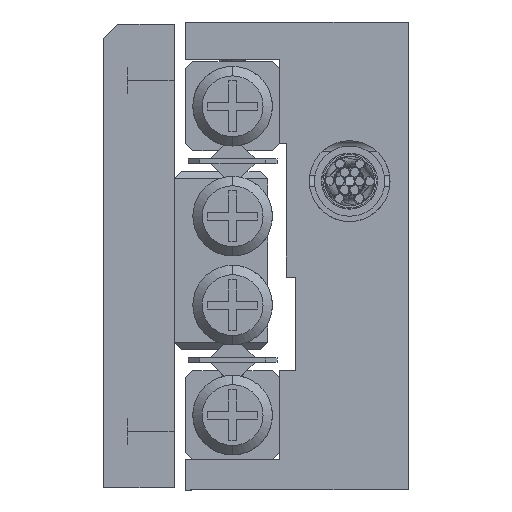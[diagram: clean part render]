
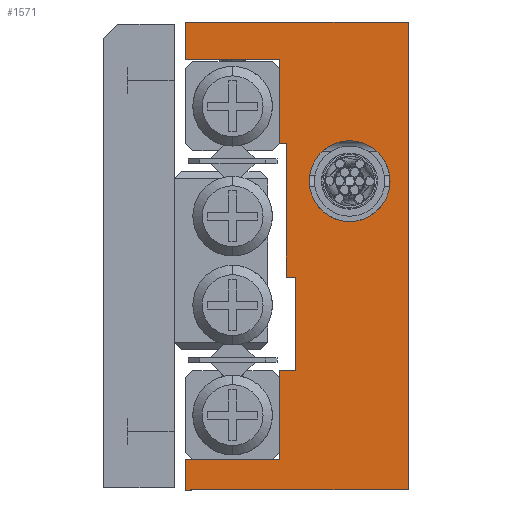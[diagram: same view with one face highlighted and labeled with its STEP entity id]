
A CAD part, left-side view. The second image highlights one B-rep face of the part: STEP entity #1571.
In plain terms, the highlighted planar face has unit normal (-1, 0, 0).
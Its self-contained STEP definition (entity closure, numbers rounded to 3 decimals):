
#1040 = CARTESIAN_POINT ( 'NONE',  ( -40., 5.5, 4.8 ) ) ;
#1243 = ORIENTED_EDGE ( 'NONE', *, *, #45519, .T. ) ;
#1571 = ADVANCED_FACE ( 'NONE', ( #65361, #71271 ), #11571, .F. ) ;
#1729 = VECTOR ( 'NONE', #14414, 1000. ) ;
#2386 = ORIENTED_EDGE ( 'NONE', *, *, #5723, .F. ) ;
#3551 = ORIENTED_EDGE ( 'NONE', *, *, #66635, .T. ) ;
#4182 = ORIENTED_EDGE ( 'NONE', *, *, #7164, .F. ) ;
#4632 = VECTOR ( 'NONE', #49843, 1000. ) ;
#4642 = ORIENTED_EDGE ( 'NONE', *, *, #41021, .F. ) ;
#5306 = DIRECTION ( 'NONE',  ( -1., 0., 0. ) ) ;
#5408 = CIRCLE ( 'NONE', #15473, 1.727 ) ;
#5723 = EDGE_CURVE ( 'NONE', #71510, #29241, #74749, .T. ) ;
#5961 = VERTEX_POINT ( 'NONE', #16621 ) ;
#6009 = LINE ( 'NONE', #72376, #39231 ) ;
#7164 = EDGE_CURVE ( 'NONE', #49301, #43736, #69649, .T. ) ;
#7852 = VERTEX_POINT ( 'NONE', #28696 ) ;
#7969 = VECTOR ( 'NONE', #17835, 1000. ) ;
#8466 = EDGE_CURVE ( 'NONE', #23111, #7852, #66737, .T. ) ;
#9957 = DIRECTION ( 'NONE',  ( 0., 0., 1. ) ) ;
#10092 = CARTESIAN_POINT ( 'NONE',  ( -40., 0., 10. ) ) ;
#10153 = DIRECTION ( 'NONE',  ( 0., 0., 1. ) ) ;
#10744 = LINE ( 'NONE', #16654, #34549 ) ;
#10972 = CARTESIAN_POINT ( 'NONE',  ( -40., 9.5, 8.4 ) ) ;
#11571 = PLANE ( 'NONE',  #31910 ) ;
#12337 = DIRECTION ( 'NONE',  ( 1., 0., 0. ) ) ;
#13033 = AXIS2_PLACEMENT_3D ( 'NONE', #34872, #58816, #10153 ) ;
#13426 = ORIENTED_EDGE ( 'NONE', *, *, #73395, .T. ) ;
#14414 = DIRECTION ( 'NONE',  ( 0., 1., 0. ) ) ;
#15473 = AXIS2_PLACEMENT_3D ( 'NONE', #71297, #5306, #58720 ) ;
#15896 = VERTEX_POINT ( 'NONE', #23687 ) ;
#16359 = EDGE_CURVE ( 'NONE', #29241, #60832, #77305, .T. ) ;
#16621 = CARTESIAN_POINT ( 'NONE',  ( -40., 2.5, 4.927 ) ) ;
#16654 = CARTESIAN_POINT ( 'NONE',  ( -40., 4.8, -10. ) ) ;
#17082 = CARTESIAN_POINT ( 'NONE',  ( -40., 5.5, -8.7 ) ) ;
#17835 = DIRECTION ( 'NONE',  ( 0., 0., 1. ) ) ;
#18895 = EDGE_LOOP ( 'NONE', ( #1243, #29362, #2386, #21532, #71784, #74949, #22294, #48884, #13426, #22768, #19093, #47973, #4182, #3551 ) ) ;
#19093 = ORIENTED_EDGE ( 'NONE', *, *, #21317, .F. ) ;
#19151 = CARTESIAN_POINT ( 'NONE',  ( -40., 2.5, 1.473 ) ) ;
#19789 = CARTESIAN_POINT ( 'NONE',  ( -40., 5.5, -10. ) ) ;
#20151 = CARTESIAN_POINT ( 'NONE',  ( -40., 9.5, -10. ) ) ;
#21317 = EDGE_CURVE ( 'NONE', #73207, #15896, #34336, .T. ) ;
#21399 = LINE ( 'NONE', #44551, #49929 ) ;
#21532 = ORIENTED_EDGE ( 'NONE', *, *, #53414, .T. ) ;
#21939 = CARTESIAN_POINT ( 'NONE',  ( -40., 9.5, 10. ) ) ;
#22294 = ORIENTED_EDGE ( 'NONE', *, *, #48537, .T. ) ;
#22724 = CARTESIAN_POINT ( 'NONE',  ( -40., 5.5, -4.9 ) ) ;
#22768 = ORIENTED_EDGE ( 'NONE', *, *, #24047, .T. ) ;
#23111 = VERTEX_POINT ( 'NONE', #20151 ) ;
#23687 = CARTESIAN_POINT ( 'NONE',  ( -40., 5.5, 8.4 ) ) ;
#24047 = EDGE_CURVE ( 'NONE', #69756, #15896, #74520, .T. ) ;
#24362 = VERTEX_POINT ( 'NONE', #10092 ) ;
#24534 = VECTOR ( 'NONE', #59965, 1000. ) ;
#26230 = DIRECTION ( 'NONE',  ( 0., -1., 0. ) ) ;
#27177 = CARTESIAN_POINT ( 'NONE',  ( -40., 9.5, -10. ) ) ;
#27626 = VECTOR ( 'NONE', #66353, 1000. ) ;
#28696 = CARTESIAN_POINT ( 'NONE',  ( -40., 0., -10. ) ) ;
#29241 = VERTEX_POINT ( 'NONE', #50484 ) ;
#29362 = ORIENTED_EDGE ( 'NONE', *, *, #16359, .F. ) ;
#31794 = CARTESIAN_POINT ( 'NONE',  ( -40., 5.2, -0.9 ) ) ;
#31910 = AXIS2_PLACEMENT_3D ( 'NONE', #42933, #12337, #59854 ) ;
#31931 = CARTESIAN_POINT ( 'NONE',  ( -40., 5.5, 4.8 ) ) ;
#33449 = LINE ( 'NONE', #27177, #33850 ) ;
#33850 = VECTOR ( 'NONE', #58172, 1000. ) ;
#34336 = LINE ( 'NONE', #64940, #7969 ) ;
#34549 = VECTOR ( 'NONE', #34694, 1000. ) ;
#34694 = DIRECTION ( 'NONE',  ( 0., 0., -1. ) ) ;
#34872 = CARTESIAN_POINT ( 'NONE',  ( -40., 2.5, 3.2 ) ) ;
#35628 = LINE ( 'NONE', #1040, #24534 ) ;
#35720 = EDGE_CURVE ( 'NONE', #70524, #23111, #33449, .T. ) ;
#36900 = CARTESIAN_POINT ( 'NONE',  ( -40., 5.5, -10. ) ) ;
#39231 = VECTOR ( 'NONE', #54670, 1000. ) ;
#40170 = CARTESIAN_POINT ( 'NONE',  ( -40., 5.2, 4.8 ) ) ;
#40300 = EDGE_CURVE ( 'NONE', #5961, #46466, #5408, .T. ) ;
#40498 = LINE ( 'NONE', #45231, #76498 ) ;
#41021 = EDGE_CURVE ( 'NONE', #46466, #5961, #46866, .T. ) ;
#41469 = CARTESIAN_POINT ( 'NONE',  ( -40., 9.5, -8.7 ) ) ;
#41614 = LINE ( 'NONE', #59308, #27626 ) ;
#42933 = CARTESIAN_POINT ( 'NONE',  ( -40., 5.5, -10. ) ) ;
#43409 = VECTOR ( 'NONE', #9957, 1000. ) ;
#43511 = VERTEX_POINT ( 'NONE', #21939 ) ;
#43736 = VERTEX_POINT ( 'NONE', #72169 ) ;
#44551 = CARTESIAN_POINT ( 'NONE',  ( -40., 5.5, -0.9 ) ) ;
#45231 = CARTESIAN_POINT ( 'NONE',  ( -40., 9.5, 10. ) ) ;
#45519 = EDGE_CURVE ( 'NONE', #50996, #60832, #10744, .T. ) ;
#45695 = CARTESIAN_POINT ( 'NONE',  ( -40., 4.8, -0.9 ) ) ;
#46466 = VERTEX_POINT ( 'NONE', #19151 ) ;
#46866 = CIRCLE ( 'NONE', #13033, 1.727 ) ;
#47973 = ORIENTED_EDGE ( 'NONE', *, *, #61021, .F. ) ;
#48537 = EDGE_CURVE ( 'NONE', #7852, #24362, #6009, .T. ) ;
#48884 = ORIENTED_EDGE ( 'NONE', *, *, #54746, .F. ) ;
#49301 = VERTEX_POINT ( 'NONE', #31794 ) ;
#49843 = DIRECTION ( 'NONE',  ( 0., -1., 0. ) ) ;
#49929 = VECTOR ( 'NONE', #68152, 1000. ) ;
#50387 = DIRECTION ( 'NONE',  ( 0., 0., 1. ) ) ;
#50466 = ORIENTED_EDGE ( 'NONE', *, *, #40300, .F. ) ;
#50484 = CARTESIAN_POINT ( 'NONE',  ( -40., 5.5, -4.9 ) ) ;
#50991 = VECTOR ( 'NONE', #50387, 1000. ) ;
#50996 = VERTEX_POINT ( 'NONE', #45695 ) ;
#53414 = EDGE_CURVE ( 'NONE', #71510, #70524, #61932, .T. ) ;
#54670 = DIRECTION ( 'NONE',  ( 0., 0., 1. ) ) ;
#54746 = EDGE_CURVE ( 'NONE', #43511, #24362, #41614, .T. ) ;
#56596 = VECTOR ( 'NONE', #76920, 1000. ) ;
#57654 = CARTESIAN_POINT ( 'NONE',  ( -40., 4.8, -4.9 ) ) ;
#58172 = DIRECTION ( 'NONE',  ( 0., 0., -1. ) ) ;
#58720 = DIRECTION ( 'NONE',  ( 0., 0., 1. ) ) ;
#58816 = DIRECTION ( 'NONE',  ( -1., 0., 0. ) ) ;
#59308 = CARTESIAN_POINT ( 'NONE',  ( -40., 5.5, 10. ) ) ;
#59392 = VECTOR ( 'NONE', #26230, 1000. ) ;
#59854 = DIRECTION ( 'NONE',  ( 0., 0., -1. ) ) ;
#59965 = DIRECTION ( 'NONE',  ( 0., 1., 0. ) ) ;
#60832 = VERTEX_POINT ( 'NONE', #57654 ) ;
#61021 = EDGE_CURVE ( 'NONE', #43736, #73207, #35628, .T. ) ;
#61932 = LINE ( 'NONE', #68213, #1729 ) ;
#63312 = DIRECTION ( 'NONE',  ( 0., 0., -1. ) ) ;
#64940 = CARTESIAN_POINT ( 'NONE',  ( -40., 5.5, -10. ) ) ;
#65361 = FACE_OUTER_BOUND ( 'NONE', #18895, .T. ) ;
#66353 = DIRECTION ( 'NONE',  ( 0., -1., 0. ) ) ;
#66635 = EDGE_CURVE ( 'NONE', #49301, #50996, #21399, .T. ) ;
#66737 = LINE ( 'NONE', #36900, #4632 ) ;
#68152 = DIRECTION ( 'NONE',  ( 0., -1., 0. ) ) ;
#68213 = CARTESIAN_POINT ( 'NONE',  ( -40., 5.5, -8.7 ) ) ;
#69649 = LINE ( 'NONE', #40170, #43409 ) ;
#69756 = VERTEX_POINT ( 'NONE', #10972 ) ;
#70524 = VERTEX_POINT ( 'NONE', #41469 ) ;
#71271 = FACE_BOUND ( 'NONE', #75064, .T. ) ;
#71297 = CARTESIAN_POINT ( 'NONE',  ( -40., 2.5, 3.2 ) ) ;
#71510 = VERTEX_POINT ( 'NONE', #17082 ) ;
#71784 = ORIENTED_EDGE ( 'NONE', *, *, #35720, .T. ) ;
#72169 = CARTESIAN_POINT ( 'NONE',  ( -40., 5.2, 4.8 ) ) ;
#72376 = CARTESIAN_POINT ( 'NONE',  ( -40., 0., -10. ) ) ;
#73207 = VERTEX_POINT ( 'NONE', #31931 ) ;
#73395 = EDGE_CURVE ( 'NONE', #43511, #69756, #40498, .T. ) ;
#74136 = CARTESIAN_POINT ( 'NONE',  ( -40., 5.5, 8.4 ) ) ;
#74520 = LINE ( 'NONE', #74136, #59392 ) ;
#74749 = LINE ( 'NONE', #19789, #50991 ) ;
#74949 = ORIENTED_EDGE ( 'NONE', *, *, #8466, .T. ) ;
#75064 = EDGE_LOOP ( 'NONE', ( #50466, #4642 ) ) ;
#76498 = VECTOR ( 'NONE', #63312, 1000. ) ;
#76920 = DIRECTION ( 'NONE',  ( 0., -1., 0. ) ) ;
#77305 = LINE ( 'NONE', #22724, #56596 ) ;
